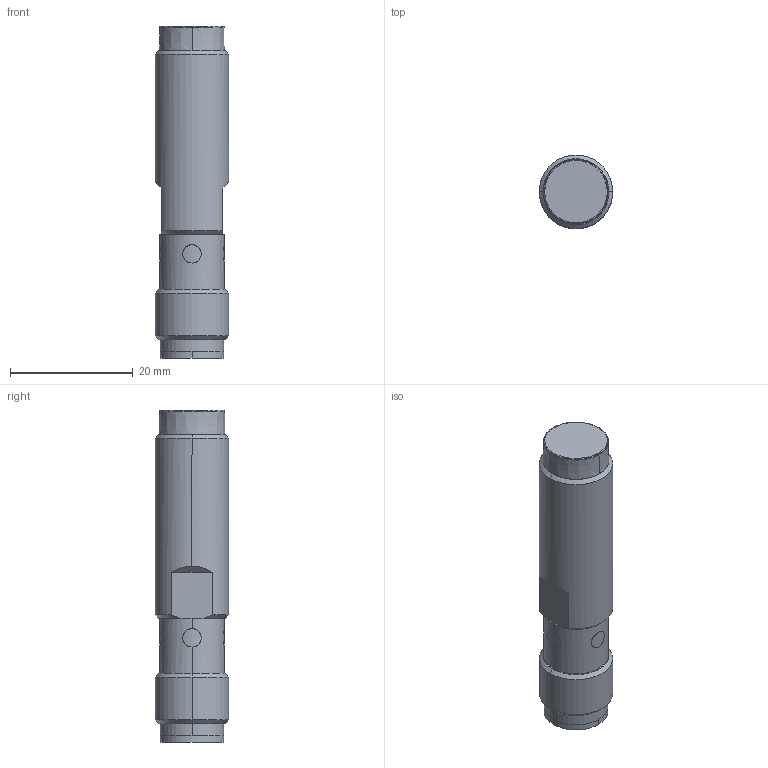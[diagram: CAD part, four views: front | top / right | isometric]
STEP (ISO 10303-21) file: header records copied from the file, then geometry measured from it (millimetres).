
FILE_DESCRIPTION((''),'2;1');
FILE_NAME('SHORT_NO_FLUSH_PLUG_ASM','2018-05-23T',('Eric.Zhang'),(''),'PRO/ENGINEER BY PARAMETRIC TECHNOLOGY CORPORATION, 2007450','PRO/ENGINEER BY PARAMETRIC TECHNOLOGY CORPORATION, 2007450','');
FILE_SCHEMA(('AUTOMOTIVE_DESIGN_CC2 { 1 2 10303 214 -1 1 5 2 }'));
Length unit declared in the file: millimetre
Products named in the file (7): 84-022; 1402166; 44-044; 58-214; SHORT_NO_FLUSH_PLUG_PCB; COMPOUND_SNP; SHORT_NO_FLUSH_PLUG_ASM
Assembly tree (6 placements, depth 2):
  SHORT_NO_FLUSH_PLUG_ASM
    84-022
    1402166
    44-044
    58-214
    SHORT_NO_FLUSH_PLUG_PCB
    COMPOUND_SNP
Bounding box: 12 x 12 x 54.2 mm (x, y, z)
Volume: 5090.5 mm3; surface area: 8730.2 mm2
Topology: 8 solids, 8 shells, 367 faces, 912 edges, 583 vertices
Faces by surface type: plane 143, cylinder 142, cone 54, torus 18, sphere 10
Entity records: 13476 total; most frequent: CARTESIAN_POINT 2450, DIRECTION 2013, ORIENTED_EDGE 1808, EDGE_CURVE 904, AXIS2_PLACEMENT_3D 787, PRESENTATION_STYLE_ASSIGNMENT 587, VERTEX_POINT 583, STYLED_ITEM 563
